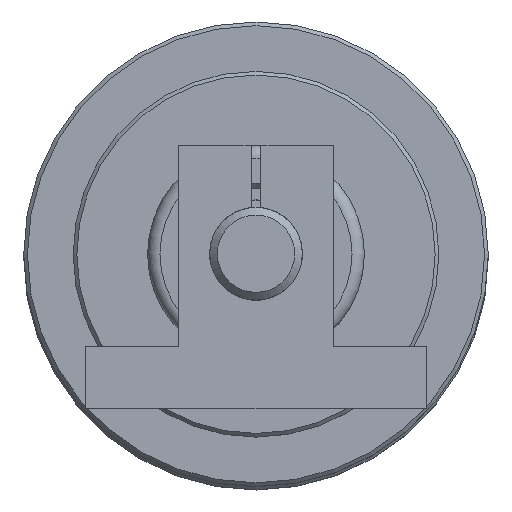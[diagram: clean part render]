
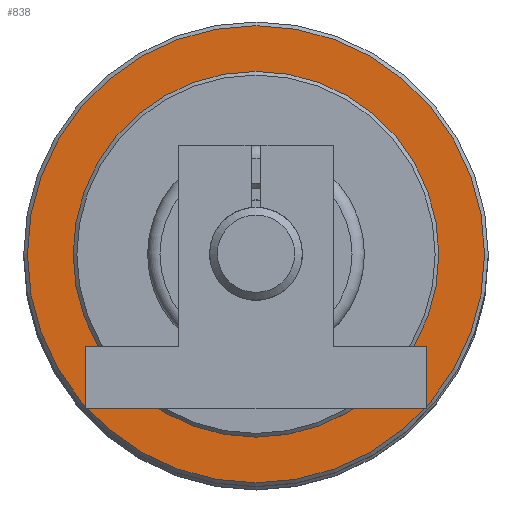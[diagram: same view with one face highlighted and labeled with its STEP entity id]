
A CAD part, top view. The second image highlights one B-rep face of the part: STEP entity #838.
In plain terms, the highlighted face is planar.
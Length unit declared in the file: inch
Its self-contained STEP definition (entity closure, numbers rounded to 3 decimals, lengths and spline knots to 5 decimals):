
#210=PLANE('',#1070);
#268=FACE_BOUND('',#395,.T.);
#315=FACE_OUTER_BOUND('',#394,.T.);
#394=EDGE_LOOP('',(#690));
#395=EDGE_LOOP('',(#691));
#472=CIRCLE('',#1068,1.228);
#474=CIRCLE('',#1071,1.845);
#518=VERTEX_POINT('',#1493);
#520=VERTEX_POINT('',#1498);
#586=EDGE_CURVE('',#518,#518,#472,.T.);
#588=EDGE_CURVE('',#520,#520,#474,.T.);
#690=ORIENTED_EDGE('',*,*,#588,.F.);
#691=ORIENTED_EDGE('',*,*,#586,.F.);
#838=ADVANCED_FACE('',(#315,#268),#210,.T.);
#1068=AXIS2_PLACEMENT_3D('',#1494,#1242,#1243);
#1070=AXIS2_PLACEMENT_3D('',#1497,#1246,#1247);
#1071=AXIS2_PLACEMENT_3D('',#1499,#1248,#1249);
#1242=DIRECTION('center_axis',(0.,0.,-1.));
#1243=DIRECTION('ref_axis',(0.,-1.,0.));
#1246=DIRECTION('center_axis',(0.,0.,-1.));
#1247=DIRECTION('ref_axis',(-1.,0.,0.));
#1248=DIRECTION('center_axis',(0.,0.,1.));
#1249=DIRECTION('ref_axis',(0.,-1.,0.));
#1493=CARTESIAN_POINT('',(0.,1.228,-0.437));
#1494=CARTESIAN_POINT('Origin',(0.,0.,-0.437));
#1497=CARTESIAN_POINT('Origin',(0.,1.198,-0.437));
#1498=CARTESIAN_POINT('',(0.,1.845,-0.437));
#1499=CARTESIAN_POINT('Origin',(0.,0.,-0.437));
